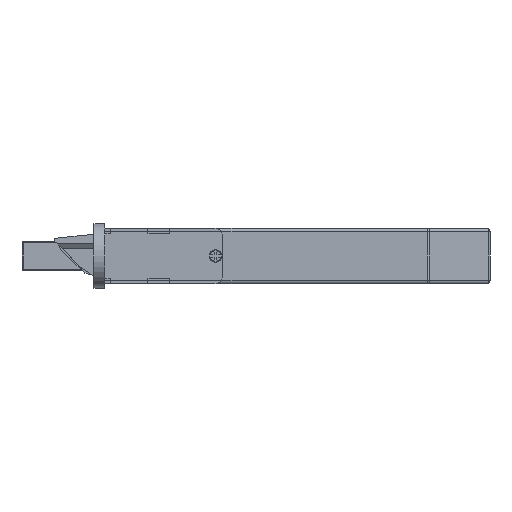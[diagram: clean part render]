
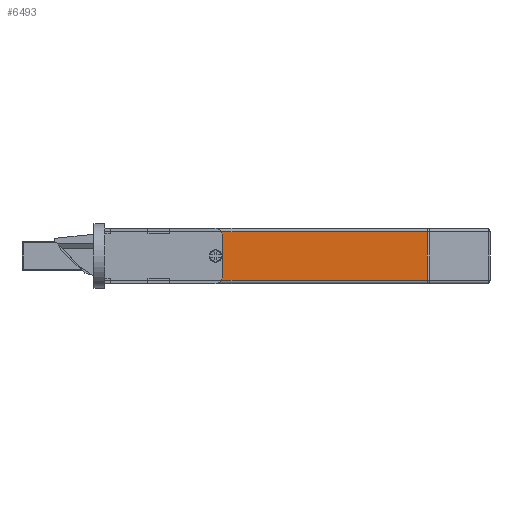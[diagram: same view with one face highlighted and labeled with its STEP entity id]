
A CAD part, front view. The second image highlights one B-rep face of the part: STEP entity #6493.
In plain terms, the highlighted planar face has unit normal (0, -1, 0).
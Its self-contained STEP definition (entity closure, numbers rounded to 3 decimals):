
#60 = CIRCLE ( 'NONE', #8882, 1.75 ) ;
#467 = DIRECTION ( 'NONE',  ( 1., 0., 0. ) ) ;
#613 = CARTESIAN_POINT ( 'NONE',  ( 44.75, -14.7, 4.25 ) ) ;
#672 = CARTESIAN_POINT ( 'NONE',  ( 44.75, -14.7, 6. ) ) ;
#827 = ORIENTED_EDGE ( 'NONE', *, *, #873, .T. ) ;
#829 = ORIENTED_EDGE ( 'NONE', *, *, #10735, .T. ) ;
#873 = EDGE_CURVE ( 'NONE', #3857, #2540, #1158, .T. ) ;
#889 = VECTOR ( 'NONE', #467, 1000. ) ;
#970 = ORIENTED_EDGE ( 'NONE', *, *, #4107, .F. ) ;
#1029 = FACE_BOUND ( 'NONE', #1400, .T. ) ;
#1158 = LINE ( 'NONE', #4310, #6328 ) ;
#1400 = EDGE_LOOP ( 'NONE', ( #2281, #970 ) ) ;
#1764 = DIRECTION ( 'NONE',  ( 0., 0., 1. ) ) ;
#2149 = AXIS2_PLACEMENT_3D ( 'NONE', #6081, #3593, #7559 ) ;
#2281 = ORIENTED_EDGE ( 'NONE', *, *, #5900, .F. ) ;
#2394 = ORIENTED_EDGE ( 'NONE', *, *, #5915, .F. ) ;
#2535 = DIRECTION ( 'NONE',  ( 0., 0., -1. ) ) ;
#2540 = VERTEX_POINT ( 'NONE', #7604 ) ;
#3184 = DIRECTION ( 'NONE',  ( 0., 0., -1. ) ) ;
#3211 = VERTEX_POINT ( 'NONE', #8989 ) ;
#3321 = CARTESIAN_POINT ( 'NONE',  ( 44.75, -14.7, 7.75 ) ) ;
#3548 = EDGE_LOOP ( 'NONE', ( #2394, #6201, #829, #827 ) ) ;
#3593 = DIRECTION ( 'NONE',  ( 0., -1., 0. ) ) ;
#3721 = AXIS2_PLACEMENT_3D ( 'NONE', #672, #3983, #3184 ) ;
#3857 = VERTEX_POINT ( 'NONE', #6660 ) ;
#3983 = DIRECTION ( 'NONE',  ( 0., -1., 0. ) ) ;
#4107 = EDGE_CURVE ( 'NONE', #6763, #6149, #9084, .T. ) ;
#4310 = CARTESIAN_POINT ( 'NONE',  ( 14., -14.7, 12.75 ) ) ;
#4346 = PLANE ( 'NONE',  #2149 ) ;
#4655 = VERTEX_POINT ( 'NONE', #9086 ) ;
#4967 = CARTESIAN_POINT ( 'NONE',  ( 44.75, -14.7, 6. ) ) ;
#5012 = DIRECTION ( 'NONE',  ( 0., 0., 1. ) ) ;
#5060 = EDGE_CURVE ( 'NONE', #3211, #4655, #6992, .T. ) ;
#5787 = DIRECTION ( 'NONE',  ( 0., -1., 0. ) ) ;
#5900 = EDGE_CURVE ( 'NONE', #6149, #6763, #60, .T. ) ;
#5915 = EDGE_CURVE ( 'NONE', #3211, #2540, #6591, .T. ) ;
#6060 = VECTOR ( 'NONE', #1764, 1000. ) ;
#6081 = CARTESIAN_POINT ( 'NONE',  ( 14., -14.7, -1.75 ) ) ;
#6149 = VERTEX_POINT ( 'NONE', #613 ) ;
#6201 = ORIENTED_EDGE ( 'NONE', *, *, #5060, .T. ) ;
#6328 = VECTOR ( 'NONE', #7783, 1000. ) ;
#6493 = ADVANCED_FACE ( 'NONE', ( #1029, #6736 ), #4346, .T. ) ;
#6537 = CARTESIAN_POINT ( 'NONE',  ( 14., -14.7, -1.75 ) ) ;
#6591 = LINE ( 'NONE', #6537, #7003 ) ;
#6660 = CARTESIAN_POINT ( 'NONE',  ( 103.586, -14.7, 12.75 ) ) ;
#6736 = FACE_OUTER_BOUND ( 'NONE', #3548, .T. ) ;
#6763 = VERTEX_POINT ( 'NONE', #3321 ) ;
#6992 = LINE ( 'NONE', #7797, #889 ) ;
#7003 = VECTOR ( 'NONE', #5012, 1000. ) ;
#7559 = DIRECTION ( 'NONE',  ( 1., 0., 0. ) ) ;
#7604 = CARTESIAN_POINT ( 'NONE',  ( 14., -14.7, 12.75 ) ) ;
#7783 = DIRECTION ( 'NONE',  ( -1., 0., 0. ) ) ;
#7797 = CARTESIAN_POINT ( 'NONE',  ( 104., -14.7, -0.75 ) ) ;
#8882 = AXIS2_PLACEMENT_3D ( 'NONE', #4967, #5787, #2535 ) ;
#8989 = CARTESIAN_POINT ( 'NONE',  ( 14., -14.7, -0.75 ) ) ;
#9084 = CIRCLE ( 'NONE', #3721, 1.75 ) ;
#9086 = CARTESIAN_POINT ( 'NONE',  ( 103.586, -14.7, -0.75 ) ) ;
#9184 = CARTESIAN_POINT ( 'NONE',  ( 103.586, -14.7, -1.75 ) ) ;
#10719 = LINE ( 'NONE', #9184, #6060 ) ;
#10735 = EDGE_CURVE ( 'NONE', #4655, #3857, #10719, .T. ) ;
